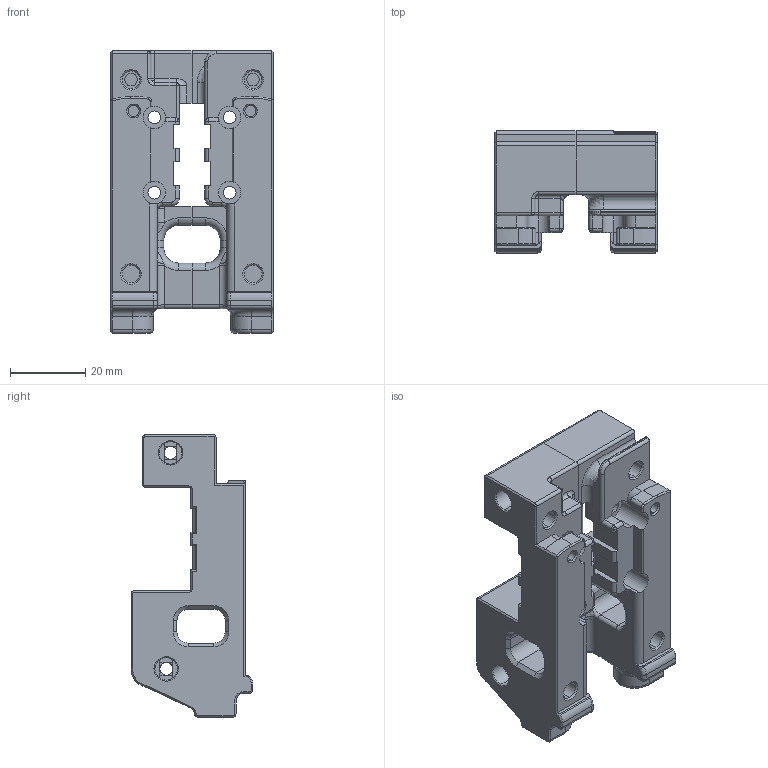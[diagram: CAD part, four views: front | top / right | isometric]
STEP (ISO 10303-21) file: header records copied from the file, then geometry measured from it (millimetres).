
FILE_DESCRIPTION (( 'STEP AP214' ), '1' );
FILE_NAME ('beacon_sb_xcarriage.STEP', '2022-11-29T13:17:17', ( '' ), ( '' ), 'SwSTEP 2.0', 'SolidWorks 2022', '' );
FILE_SCHEMA (( 'AUTOMOTIVE_DESIGN' ));
Length unit declared in the file: millimetre
Products named in the file (1): beacon_sb_xcarriage
Bounding box: 43.2 x 32.4 x 75.15 mm (x, y, z)
Volume: 41469.1 mm3; surface area: 18212.3 mm2
Topology: 2 solids, 2 shells, 838 faces, 2183 edges, 1327 vertices
Faces by surface type: plane 399, cylinder 233, bspline 95, cone 71, torus 34, sphere 6
Entity records: 28719 total; most frequent: CARTESIAN_POINT 8737, ORIENTED_EDGE 4318, DIRECTION 4034, EDGE_CURVE 2159, AXIS2_PLACEMENT_3D 1387, VERTEX_POINT 1327, VECTOR 1260, LINE 1260
